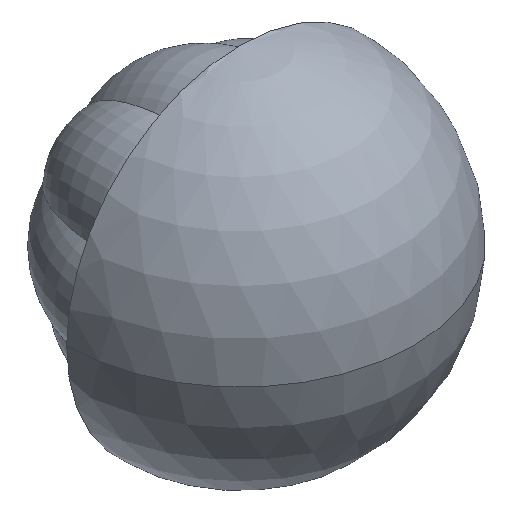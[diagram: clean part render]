
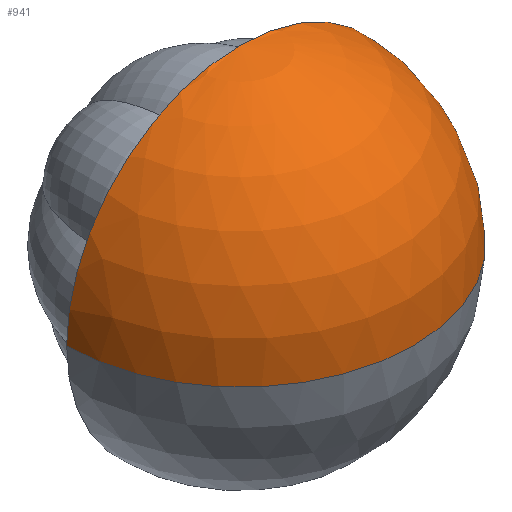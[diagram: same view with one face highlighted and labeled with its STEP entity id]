
A CAD part, isometric view. The second image highlights one B-rep face of the part: STEP entity #941.
In plain terms, the highlighted spherical face has radius 75 mm.
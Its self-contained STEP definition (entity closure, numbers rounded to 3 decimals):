
#29 = AXIS2_PLACEMENT_3D ( 'NONE', #382, #516, #389 ) ;
#110 = CARTESIAN_POINT ( 'NONE',  ( 0., 0., 0. ) ) ;
#170 = DIRECTION ( 'NONE',  ( -1., 0., 0. ) ) ;
#171 = VERTEX_POINT ( 'NONE', #1110 ) ;
#201 = DIRECTION ( 'NONE',  ( 0., 0., -1. ) ) ;
#308 = VERTEX_POINT ( 'NONE', #493 ) ;
#314 = EDGE_CURVE ( 'NONE', #1001, #308, #1543, .T. ) ;
#316 = AXIS2_PLACEMENT_3D ( 'NONE', #110, #982, #1588 ) ;
#382 = CARTESIAN_POINT ( 'NONE',  ( 0., 0., 0. ) ) ;
#389 = DIRECTION ( 'NONE',  ( -1., 0., 0. ) ) ;
#411 = EDGE_CURVE ( 'NONE', #1001, #171, #478, .T. ) ;
#434 = CARTESIAN_POINT ( 'NONE',  ( 75., 0., 0. ) ) ;
#467 = DIRECTION ( 'NONE',  ( 0., 0., 1. ) ) ;
#478 = CIRCLE ( 'NONE', #29, 75. ) ;
#482 = CIRCLE ( 'NONE', #1577, 75. ) ;
#493 = CARTESIAN_POINT ( 'NONE',  ( -75., 0., 0. ) ) ;
#516 = DIRECTION ( 'NONE',  ( 0., 0., -1. ) ) ;
#714 = AXIS2_PLACEMENT_3D ( 'NONE', #1299, #201, #170 ) ;
#734 = ORIENTED_EDGE ( 'NONE', *, *, #411, .F. ) ;
#797 = EDGE_LOOP ( 'NONE', ( #734, #1390, #1375 ) ) ;
#941 = ADVANCED_FACE ( 'NONE', ( #1404 ), #1381, .T. ) ;
#956 = DIRECTION ( 'NONE',  ( 1., 0., 0. ) ) ;
#982 = DIRECTION ( 'NONE',  ( 0., -1., 0. ) ) ;
#1001 = VERTEX_POINT ( 'NONE', #434 ) ;
#1110 = CARTESIAN_POINT ( 'NONE',  ( 0., -75., 0. ) ) ;
#1191 = CARTESIAN_POINT ( 'NONE',  ( 0., 0., 0. ) ) ;
#1299 = CARTESIAN_POINT ( 'NONE',  ( 0., 0., 0. ) ) ;
#1375 = ORIENTED_EDGE ( 'NONE', *, *, #1494, .T. ) ;
#1381 = SPHERICAL_SURFACE ( 'NONE', #714, 75. ) ;
#1390 = ORIENTED_EDGE ( 'NONE', *, *, #314, .T. ) ;
#1404 = FACE_OUTER_BOUND ( 'NONE', #797, .T. ) ;
#1494 = EDGE_CURVE ( 'NONE', #308, #171, #482, .T. ) ;
#1543 = CIRCLE ( 'NONE', #316, 75. ) ;
#1577 = AXIS2_PLACEMENT_3D ( 'NONE', #1191, #467, #956 ) ;
#1588 = DIRECTION ( 'NONE',  ( 0., 0., -1. ) ) ;
